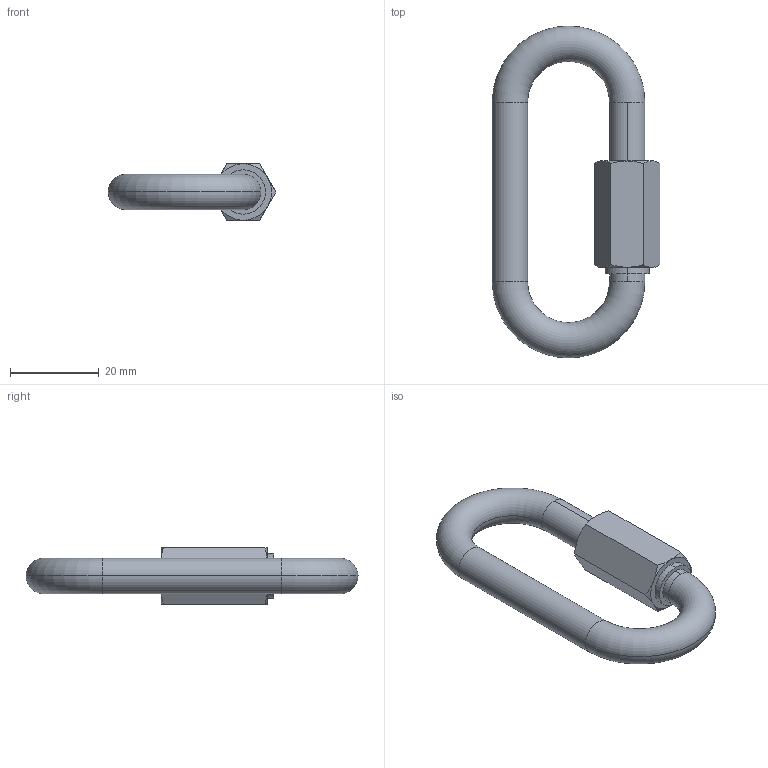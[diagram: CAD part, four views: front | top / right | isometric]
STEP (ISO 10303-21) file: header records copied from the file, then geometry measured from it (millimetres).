
FILE_DESCRIPTION (( 'STEP AP203' ), '1' );
FILE_NAME ('100078008.step', '2017-10-27T13:52:56', ( '' ), ( '' ), 'SwSTEP 2.0', 'SolidWorks 2015', '' );
FILE_SCHEMA (( 'CONFIG_CONTROL_DESIGN' ));
Length unit declared in the file: millimetre
Products named in the file (3): 100078008; 10007800X Teil2_100078008 Teil2; 10007800X Teil1_100078008 Teil1
Assembly tree (2 placements, depth 2):
  100078008
    10007800X Teil1_100078008 Teil1
    10007800X Teil2_100078008 Teil2
Bounding box: 37.86 x 75 x 12.75 mm (x, y, z)
Volume: 9883.7 mm3; surface area: 5884.3 mm2
Topology: 2 solids, 2 shells, 60 faces, 130 edges, 76 vertices
Faces by surface type: cone 22, cylinder 18, plane 12, torus 8
Entity records: 2027 total; most frequent: CARTESIAN_POINT 407, DIRECTION 308, ORIENTED_EDGE 260, AXIS2_PLACEMENT_3D 137, EDGE_CURVE 130, VERTEX_POINT 76, CIRCLE 72, EDGE_LOOP 64
